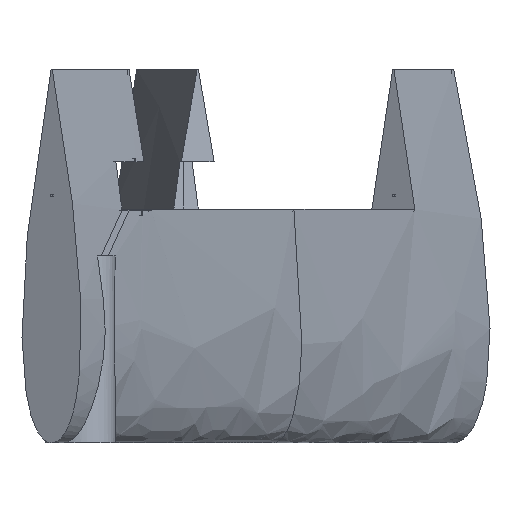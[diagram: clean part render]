
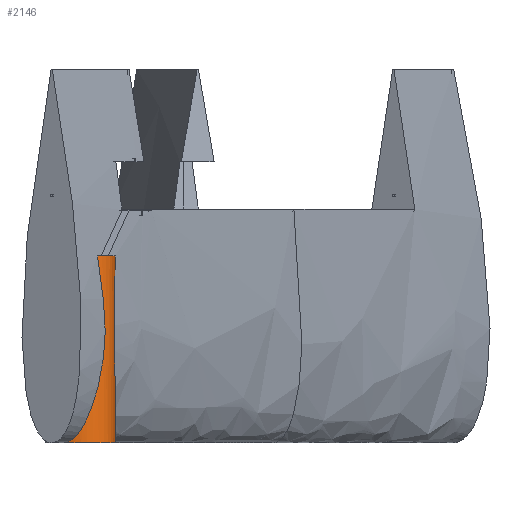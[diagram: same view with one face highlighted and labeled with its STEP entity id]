
A CAD part, left-side view. The second image highlights one B-rep face of the part: STEP entity #2146.
In plain terms, the highlighted cylindrical face has radius 18.75 mm (diameter 37.5 mm), a partial arc.
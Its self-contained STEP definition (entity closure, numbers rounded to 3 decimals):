
#33=CYLINDRICAL_SURFACE('',#2313,18.75);
#137=FACE_OUTER_BOUND('',#277,.T.);
#277=EDGE_LOOP('',(#1560,#1561,#1562,#1563));
#678=B_SPLINE_CURVE_WITH_KNOTS('',3,(#4036,#4037,#4038,#4039,#4040,#4041,
#4042,#4043,#4044,#4045,#4046,#4047,#4048,#4049,#4050,#4051,#4052,#4053,
#4054,#4055,#4056,#4057,#4058,#4059),.UNSPECIFIED.,.F.,.F.,(4,2,2,2,2,2,
2,2,2,2,2,4),(-39.837,-36.329,-34.201,-33.14,
-32.088,-30.611,-27.722,-22.559,
-20.498,-19.498,-18.856,-18.205),
 .UNSPECIFIED.);
#682=B_SPLINE_CURVE_WITH_KNOTS('',3,(#4115,#4116,#4117,#4118,#4119,#4120,
#4121,#4122,#4123,#4124,#4125,#4126,#4127,#4128,#4129,#4130,#4131,#4132,
#4133,#4134,#4135,#4136,#4137,#4138),.UNSPECIFIED.,.F.,.F.,(4,2,2,2,2,2,
2,2,2,2,2,4),(-18.933,-18.897,-18.039,-17.125,
-15.774,-12.375,-9.075,-7.282,
-6.359,-5.417,-2.967,0.),.UNSPECIFIED.);
#803=CIRCLE('',#2291,18.75);
#812=CIRCLE('',#2314,18.75);
#877=VERTEX_POINT('',#3548);
#878=VERTEX_POINT('',#3549);
#891=VERTEX_POINT('',#4035);
#894=VERTEX_POINT('',#4090);
#1101=EDGE_CURVE('',#877,#878,#803,.T.);
#1120=EDGE_CURVE('',#877,#891,#678,.T.);
#1124=EDGE_CURVE('',#894,#878,#682,.T.);
#1150=EDGE_CURVE('',#891,#894,#812,.T.);
#1560=ORIENTED_EDGE('',*,*,#1120,.F.);
#1561=ORIENTED_EDGE('',*,*,#1101,.T.);
#1562=ORIENTED_EDGE('',*,*,#1124,.F.);
#1563=ORIENTED_EDGE('',*,*,#1150,.F.);
#2146=ADVANCED_FACE('',(#137),#33,.T.);
#2291=AXIS2_PLACEMENT_3D('',#3550,#2481,#2482);
#2313=AXIS2_PLACEMENT_3D('',#7964,#2545,#2546);
#2314=AXIS2_PLACEMENT_3D('',#7965,#2547,#2548);
#2481=DIRECTION('center_axis',(0.,0.,
-1.));
#2482=DIRECTION('ref_axis',(-0.994,0.111,0.));
#2545=DIRECTION('center_axis',(0.,0.,
-1.));
#2546=DIRECTION('ref_axis',(-0.994,0.111,0.));
#2547=DIRECTION('center_axis',(0.,0.,
-1.));
#2548=DIRECTION('ref_axis',(-0.994,0.111,0.));
#3548=CARTESIAN_POINT('',(-762.657,23.906,100.));
#3549=CARTESIAN_POINT('',(-780.225,33.323,100.));
#3550=CARTESIAN_POINT('Origin',(-763.938,42.612,100.));
#4035=CARTESIAN_POINT('',(-747.412,33.754,0.));
#4036=CARTESIAN_POINT('Ctrl Pts',(-762.657,23.906,100.));
#4037=CARTESIAN_POINT('Ctrl Pts',(-763.794,23.828,93.601));
#4038=CARTESIAN_POINT('Ctrl Pts',(-764.852,23.862,87.604));
#4039=CARTESIAN_POINT('Ctrl Pts',(-766.318,24.006,78.126));
#4040=CARTESIAN_POINT('Ctrl Pts',(-766.843,24.085,74.392));
#4041=CARTESIAN_POINT('Ctrl Pts',(-767.407,24.185,68.976));
#4042=CARTESIAN_POINT('Ctrl Pts',(-767.561,24.215,67.164));
#4043=CARTESIAN_POINT('Ctrl Pts',(-767.773,24.258,63.555));
#4044=CARTESIAN_POINT('Ctrl Pts',(-767.831,24.271,61.769));
#4045=CARTESIAN_POINT('Ctrl Pts',(-767.831,24.271,57.437));
#4046=CARTESIAN_POINT('Ctrl Pts',(-767.717,24.246,54.963));
#4047=CARTESIAN_POINT('Ctrl Pts',(-767.036,24.114,47.535));
#4048=CARTESIAN_POINT('Ctrl Pts',(-766.146,23.959,42.606));
#4049=CARTESIAN_POINT('Ctrl Pts',(-763.051,23.778,29.428));
#4050=CARTESIAN_POINT('Ctrl Pts',(-760.134,23.942,20.612));
#4051=CARTESIAN_POINT('Ctrl Pts',(-755.732,25.699,10.601));
#4052=CARTESIAN_POINT('Ctrl Pts',(-754.239,26.449,7.568));
#4053=CARTESIAN_POINT('Ctrl Pts',(-751.937,28.175,3.886));
#4054=CARTESIAN_POINT('Ctrl Pts',(-751.109,28.884,2.714));
#4055=CARTESIAN_POINT('Ctrl Pts',(-749.736,30.345,1.212));
#4056=CARTESIAN_POINT('Ctrl Pts',(-749.187,31.,0.721));
#4057=CARTESIAN_POINT('Ctrl Pts',(-748.109,32.518,0.077));
#4058=CARTESIAN_POINT('Ctrl Pts',(-747.703,33.21,0.));
#4059=CARTESIAN_POINT('Ctrl Pts',(-747.412,33.754,0.));
#4090=CARTESIAN_POINT('',(-780.463,51.471,0.));
#4115=CARTESIAN_POINT('Ctrl Pts',(-780.463,51.471,0.));
#4116=CARTESIAN_POINT('Ctrl Pts',(-780.477,51.444,0.));
#4117=CARTESIAN_POINT('Ctrl Pts',(-780.491,51.418,0.));
#4118=CARTESIAN_POINT('Ctrl Pts',(-780.835,50.769,0.009));
#4119=CARTESIAN_POINT('Ctrl Pts',(-781.219,49.962,0.121));
#4120=CARTESIAN_POINT('Ctrl Pts',(-781.949,47.94,0.988));
#4121=CARTESIAN_POINT('Ctrl Pts',(-782.197,46.965,1.676));
#4122=CARTESIAN_POINT('Ctrl Pts',(-782.609,44.78,3.636));
#4123=CARTESIAN_POINT('Ctrl Pts',(-782.688,43.607,5.094));
#4124=CARTESIAN_POINT('Ctrl Pts',(-782.687,40.089,10.22));
#4125=CARTESIAN_POINT('Ctrl Pts',(-782.172,37.716,15.249));
#4126=CARTESIAN_POINT('Ctrl Pts',(-780.552,33.658,27.089));
#4127=CARTESIAN_POINT('Ctrl Pts',(-779.529,32.11,33.404));
#4128=CARTESIAN_POINT('Ctrl Pts',(-778.245,30.472,42.751));
#4129=CARTESIAN_POINT('Ctrl Pts',(-777.83,30.012,46.117));
#4130=CARTESIAN_POINT('Ctrl Pts',(-777.382,29.541,51.205));
#4131=CARTESIAN_POINT('Ctrl Pts',(-777.262,29.419,52.931));
#4132=CARTESIAN_POINT('Ctrl Pts',(-777.097,29.255,56.448));
#4133=CARTESIAN_POINT('Ctrl Pts',(-777.056,29.215,58.207));
#4134=CARTESIAN_POINT('Ctrl Pts',(-777.057,29.217,64.623));
#4135=CARTESIAN_POINT('Ctrl Pts',(-777.342,29.48,69.387));
#4136=CARTESIAN_POINT('Ctrl Pts',(-778.464,30.721,82.131));
#4137=CARTESIAN_POINT('Ctrl Pts',(-779.366,31.817,90.262));
#4138=CARTESIAN_POINT('Ctrl Pts',(-780.225,33.323,100.));
#7964=CARTESIAN_POINT('Origin',(-763.938,42.612,0.));
#7965=CARTESIAN_POINT('Origin',(-763.938,42.612,0.));
